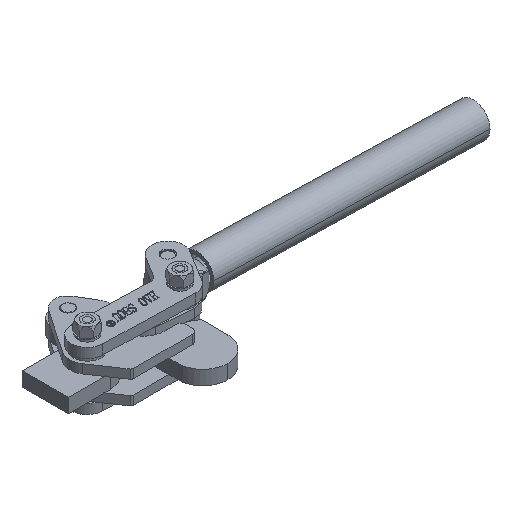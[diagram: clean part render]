
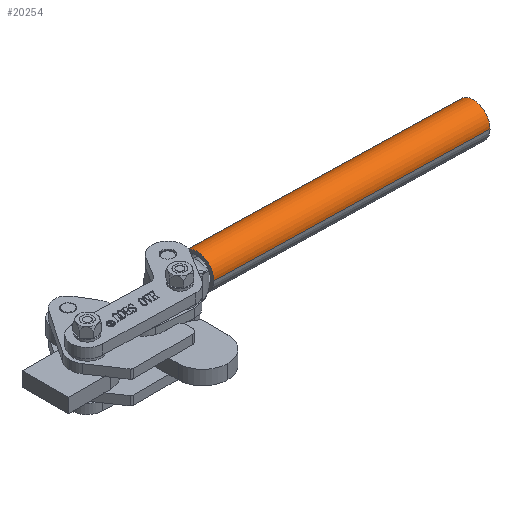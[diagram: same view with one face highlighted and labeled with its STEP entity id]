
A CAD part, isometric view. The second image highlights one B-rep face of the part: STEP entity #20254.
In plain terms, the highlighted cylindrical face has radius 9.5 mm (diameter 19 mm), a partial arc.
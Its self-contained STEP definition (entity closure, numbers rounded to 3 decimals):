
#1074 = CARTESIAN_POINT ( 'NONE',  ( 0., 152., -9.5 ) ) ;
#1732 = CARTESIAN_POINT ( 'NONE',  ( 0., 152., 0. ) ) ;
#1770 = DIRECTION ( 'NONE',  ( 0., -1., 0. ) ) ;
#1771 = DIRECTION ( 'NONE',  ( 0., 0., -1. ) ) ;
#2447 = CARTESIAN_POINT ( 'NONE',  ( 0., 0., 9.5 ) ) ;
#2467 = CARTESIAN_POINT ( 'NONE',  ( 0., 0., -9.5 ) ) ;
#2490 = CARTESIAN_POINT ( 'NONE',  ( 0., 152., 9.5 ) ) ;
#4398 = VECTOR ( 'NONE', #15860, 1000. ) ;
#4400 = VECTOR ( 'NONE', #16080, 1000. ) ;
#4451 = LINE ( 'NONE', #16081, #4400 ) ;
#4457 = LINE ( 'NONE', #15856, #4398 ) ;
#4639 = CIRCLE ( 'NONE', #24875, 9.5 ) ;
#4996 = VERTEX_POINT ( 'NONE', #2490 ) ;
#5198 = VERTEX_POINT ( 'NONE', #2467 ) ;
#5457 = VERTEX_POINT ( 'NONE', #2447 ) ;
#8761 = CIRCLE ( 'NONE', #24883, 9.5 ) ;
#10948 = FACE_OUTER_BOUND ( 'NONE', #13684, .T. ) ;
#10956 = CYLINDRICAL_SURFACE ( 'NONE', #25474, 9.5 ) ;
#13420 = CARTESIAN_POINT ( 'NONE',  ( 0., 152., 0. ) ) ;
#13422 = DIRECTION ( 'NONE',  ( 0., 1., 0. ) ) ;
#13423 = DIRECTION ( 'NONE',  ( 0., 0., 1. ) ) ;
#13684 = EDGE_LOOP ( 'NONE', ( #24052, #24609, #24535, #24673 ) ) ;
#15370 = EDGE_CURVE ( 'NONE', #5457, #5198, #4639, .T. ) ;
#15373 = EDGE_CURVE ( 'NONE', #4996, #5457, #4451, .T. ) ;
#15377 = EDGE_CURVE ( 'NONE', #26945, #5198, #4457, .T. ) ;
#15408 = EDGE_CURVE ( 'NONE', #4996, #26945, #8761, .T. ) ;
#15856 = CARTESIAN_POINT ( 'NONE',  ( 0., 152., -9.5 ) ) ;
#15860 = DIRECTION ( 'NONE',  ( 0., -1., 0. ) ) ;
#16080 = DIRECTION ( 'NONE',  ( 0., -1., 0. ) ) ;
#16081 = CARTESIAN_POINT ( 'NONE',  ( 0., 152., 9.5 ) ) ;
#16234 = DIRECTION ( 'NONE',  ( 0., 1., 0. ) ) ;
#16235 = CARTESIAN_POINT ( 'NONE',  ( 0., 0., 0. ) ) ;
#16236 = DIRECTION ( 'NONE',  ( 0., 0., 1. ) ) ;
#20254 = ADVANCED_FACE ( 'NONE', ( #10948 ), #10956, .T. ) ;
#24052 = ORIENTED_EDGE ( 'NONE', *, *, #15408, .F. ) ;
#24535 = ORIENTED_EDGE ( 'NONE', *, *, #15370, .T. ) ;
#24609 = ORIENTED_EDGE ( 'NONE', *, *, #15373, .T. ) ;
#24673 = ORIENTED_EDGE ( 'NONE', *, *, #15377, .F. ) ;
#24875 = AXIS2_PLACEMENT_3D ( 'NONE', #16235, #16234, #16236 ) ;
#24883 = AXIS2_PLACEMENT_3D ( 'NONE', #13420, #13422, #13423 ) ;
#25474 = AXIS2_PLACEMENT_3D ( 'NONE', #1732, #1770, #1771 ) ;
#26945 = VERTEX_POINT ( 'NONE', #1074 ) ;
